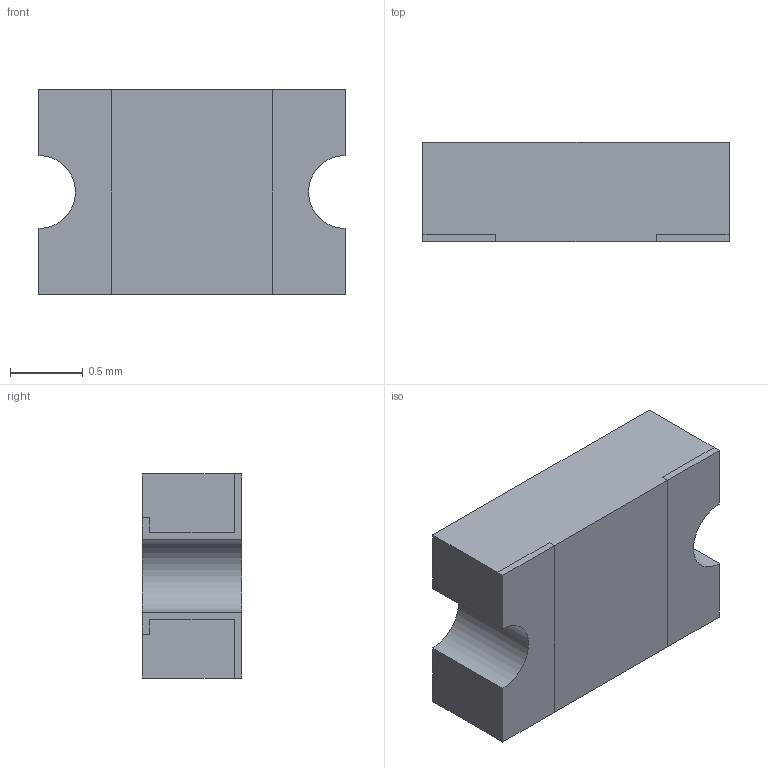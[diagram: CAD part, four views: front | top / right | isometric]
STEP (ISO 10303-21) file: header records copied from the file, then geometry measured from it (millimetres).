
FILE_DESCRIPTION (( 'STEP AP214' ), '1' );
FILE_NAME ('PICOASMDC012S-2.STEP', '2023-01-20T23:14:25', ( '' ), ( '' ), 'SwSTEP 2.0', 'SolidWorks 2021', '' );
FILE_SCHEMA (( 'AUTOMOTIVE_DESIGN' ));
Length unit declared in the file: millimetre
Products named in the file (1): PICOASMDC012S-2
Bounding box: 2.1 x 0.68 x 1.4 mm (x, y, z)
Volume: 1.9 mm3; surface area: 16.5 mm2
Topology: 4 solids, 4 shells, 65 faces, 168 edges, 112 vertices
Faces by surface type: plane 55, cylinder 10
Entity records: 2023 total; most frequent: CARTESIAN_POINT 346, ORIENTED_EDGE 336, DIRECTION 320, EDGE_CURVE 168, LINE 148, VECTOR 148, VERTEX_POINT 112, AXIS2_PLACEMENT_3D 86
